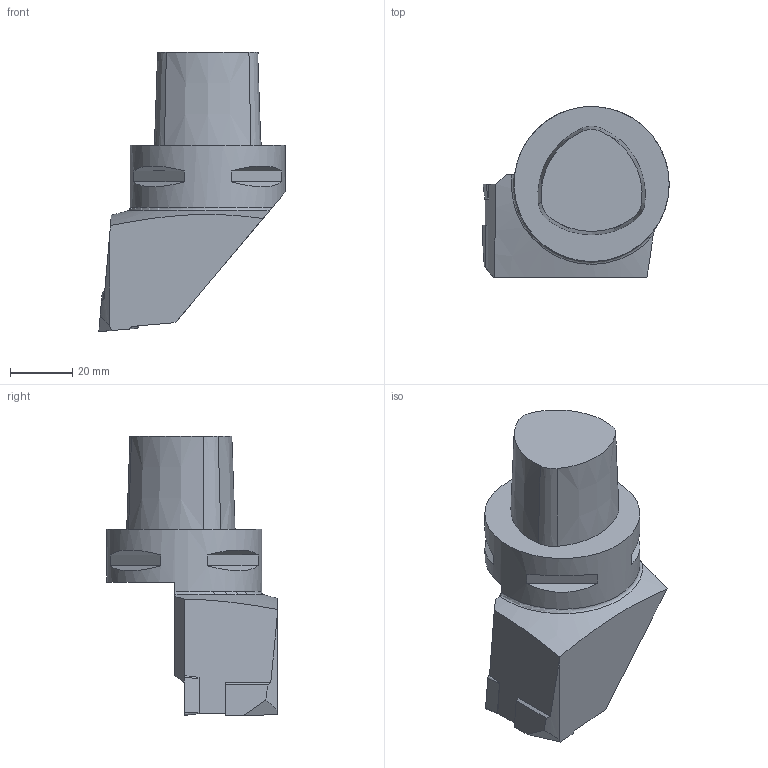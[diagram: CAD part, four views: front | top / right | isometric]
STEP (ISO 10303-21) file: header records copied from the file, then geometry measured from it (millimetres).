
FILE_DESCRIPTION(/* description */ (''),/* implementation_level */ '2;1');
FILE_NAME(/* name */ 'C5-DCLCR-35060-12JETI.stp',/* time_stamp */ '2019-07-23T13:15:46+06:00',/* author */ (''),/* organization */ (''),/* preprocessor_version */ 'ST-DEVELOPER v16.7',/* originating_system */ 'SIEMENS PLM Software NX 12.0',/* authorisation */ '');
FILE_SCHEMA (('AUTOMOTIVE_DESIGN { 1 0 10303 214 3 1 1 1 }'));
Length unit declared in the file: millimetre
Products named in the file (1): INPU25085FCC1j99
Bounding box: 60.08 x 54.99 x 90.08 mm (x, y, z)
Volume: 105995.5 mm3; surface area: 18215.5 mm2
Topology: 3 solids, 3 shells, 57 faces, 141 edges, 98 vertices
Faces by surface type: plane 39, cone 14, cylinder 3, torus 1
Full cylindrical faces by diameter (mm): 50 x1
Entity records: 1821 total; most frequent: CARTESIAN_POINT 358, DIRECTION 293, ORIENTED_EDGE 278, EDGE_CURVE 139, AXIS2_PLACEMENT_3D 103, VERTEX_POINT 93, LINE 87, VECTOR 87
